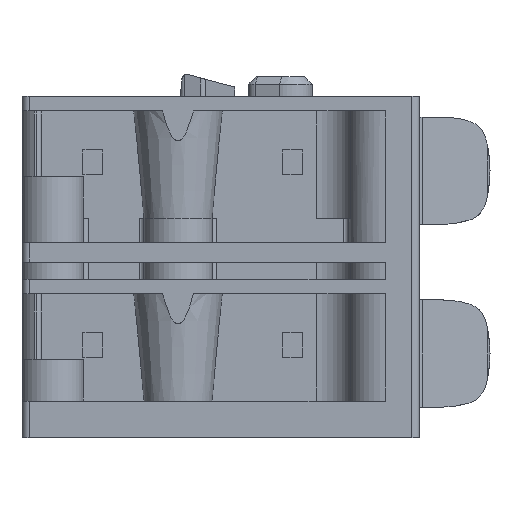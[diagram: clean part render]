
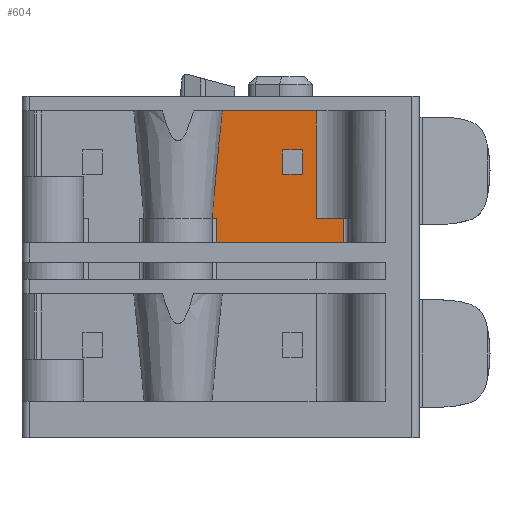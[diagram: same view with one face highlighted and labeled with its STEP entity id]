
A CAD part, front view. The second image highlights one B-rep face of the part: STEP entity #604.
In plain terms, the highlighted planar face has unit normal (0, -1, 0).
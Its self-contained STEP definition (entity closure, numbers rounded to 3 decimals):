
#604 = ADVANCED_FACE( '', ( #1325, #1326 ), #1327, .T. );
#1325 = FACE_OUTER_BOUND( '', #2158, .T. );
#1326 = FACE_BOUND( '', #2159, .T. );
#1327 = PLANE( '', #2160 );
#2158 = EDGE_LOOP( '', ( #3964, #3965, #3966, #3967, #3968, #3969, #3970, #3971 ) );
#2159 = EDGE_LOOP( '', ( #3972, #3973, #3974, #3975 ) );
#2160 = AXIS2_PLACEMENT_3D( '', #3976, #3977, #3978 );
#3964 = ORIENTED_EDGE( '', *, *, #5282, .T. );
#3965 = ORIENTED_EDGE( '', *, *, #5702, .T. );
#3966 = ORIENTED_EDGE( '', *, *, #5464, .F. );
#3967 = ORIENTED_EDGE( '', *, *, #5526, .F. );
#3968 = ORIENTED_EDGE( '', *, *, #5818, .F. );
#3969 = ORIENTED_EDGE( '', *, *, #5356, .T. );
#3970 = ORIENTED_EDGE( '', *, *, #5819, .T. );
#3971 = ORIENTED_EDGE( '', *, *, #5542, .F. );
#3972 = ORIENTED_EDGE( '', *, *, #5820, .T. );
#3973 = ORIENTED_EDGE( '', *, *, #5821, .T. );
#3974 = ORIENTED_EDGE( '', *, *, #5822, .T. );
#3975 = ORIENTED_EDGE( '', *, *, #5396, .T. );
#3976 = CARTESIAN_POINT( '', ( 0.972, 2., 11.9 ) );
#3977 = DIRECTION( '', ( 0., -1., 0. ) );
#3978 = DIRECTION( '', ( 0., 0., -1. ) );
#5282 = EDGE_CURVE( '', #6451, #6449, #6452, .T. );
#5356 = EDGE_CURVE( '', #6574, #6572, #6575, .T. );
#5396 = EDGE_CURVE( '', #6641, #6642, #6643, .T. );
#5464 = EDGE_CURVE( '', #6750, #6753, #6754, .T. );
#5526 = EDGE_CURVE( '', #6847, #6750, #6849, .T. );
#5542 = EDGE_CURVE( '', #6451, #6870, #6873, .T. );
#5702 = EDGE_CURVE( '', #6449, #6753, #7104, .F. );
#5818 = EDGE_CURVE( '', #6574, #6847, #7254, .T. );
#5819 = EDGE_CURVE( '', #6572, #6870, #7255, .T. );
#5820 = EDGE_CURVE( '', #6642, #7256, #7257, .T. );
#5821 = EDGE_CURVE( '', #7256, #7258, #7259, .T. );
#5822 = EDGE_CURVE( '', #7258, #6641, #7260, .T. );
#6449 = VERTEX_POINT( '', #8068 );
#6451 = VERTEX_POINT( '', #8070 );
#6452 = LINE( '', #8071, #8072 );
#6572 = VERTEX_POINT( '', #8237 );
#6574 = VERTEX_POINT( '', #8239 );
#6575 = LINE( '', #8240, #8241 );
#6641 = VERTEX_POINT( '', #8329 );
#6642 = VERTEX_POINT( '', #8330 );
#6643 = LINE( '', #8331, #8332 );
#6750 = VERTEX_POINT( '', #8481 );
#6753 = VERTEX_POINT( '', #8484 );
#6754 = LINE( '', #8485, #8486 );
#6847 = VERTEX_POINT( '', #8612 );
#6849 = LINE( '', #8614, #8615 );
#6870 = VERTEX_POINT( '', #8642 );
#6873 = LINE( '', #8646, #8647 );
#7104 = B_SPLINE_CURVE_WITH_KNOTS( '', 3, ( #9044, #9045, #9046, #9047, #9048, #9049, #9050, #9051, #9052, #9053, #9054, #9055, #9056 ), .UNSPECIFIED., .F., .F., ( 4, 3, 3, 3, 4 ), ( 0.002, 0.002, 0.003, 0.005, 0.007 ), .UNSPECIFIED. );
#7254 = LINE( '', #9266, #9267 );
#7255 = LINE( '', #9268, #9269 );
#7256 = VERTEX_POINT( '', #9270 );
#7257 = LINE( '', #9271, #9272 );
#7258 = VERTEX_POINT( '', #9273 );
#7259 = LINE( '', #9274, #9275 );
#7260 = LINE( '', #9276, #9277 );
#8068 = CARTESIAN_POINT( '', ( -2.909, 2., 11.9 ) );
#8070 = CARTESIAN_POINT( '', ( 0.972, 2., 11.9 ) );
#8071 = CARTESIAN_POINT( '', ( 0.972, 2., 11.9 ) );
#8072 = VECTOR( '', #9943, 1000. );
#8237 = CARTESIAN_POINT( '', ( 2.1, 2., 7.5 ) );
#8239 = CARTESIAN_POINT( '', ( 2.1, 2., 6.5 ) );
#8240 = CARTESIAN_POINT( '', ( 2.1, 2., 6.5 ) );
#8241 = VECTOR( '', #10034, 1000. );
#8329 = CARTESIAN_POINT( '', ( 0.4, 2., 10.3 ) );
#8330 = CARTESIAN_POINT( '', ( 0.4, 2., 9.3 ) );
#8331 = CARTESIAN_POINT( '', ( 0.4, 2., 11.9 ) );
#8332 = VECTOR( '', #10084, 1000. );
#8481 = CARTESIAN_POINT( '', ( -3.103, 2., 7.5 ) );
#8484 = CARTESIAN_POINT( '', ( -3.333, 2., 7.5 ) );
#8485 = CARTESIAN_POINT( '', ( 0.972, 2., 7.5 ) );
#8486 = VECTOR( '', #10163, 1000. );
#8612 = CARTESIAN_POINT( '', ( -3.103, 2., 6.5 ) );
#8614 = CARTESIAN_POINT( '', ( -3.103, 2., 6.5 ) );
#8615 = VECTOR( '', #10242, 1000. );
#8642 = CARTESIAN_POINT( '', ( 0.972, 2., 7.5 ) );
#8646 = CARTESIAN_POINT( '', ( 0.972, 2., 11.9 ) );
#8647 = VECTOR( '', #10262, 1000. );
#9044 = CARTESIAN_POINT( '', ( -3.333, 2., 7.5 ) );
#9045 = CARTESIAN_POINT( '', ( -3.33, 2., 7.53 ) );
#9046 = CARTESIAN_POINT( '', ( -3.327, 2., 7.56 ) );
#9047 = CARTESIAN_POINT( '', ( -3.324, 2., 7.59 ) );
#9048 = CARTESIAN_POINT( '', ( -3.309, 2., 7.742 ) );
#9049 = CARTESIAN_POINT( '', ( -3.295, 2., 7.893 ) );
#9050 = CARTESIAN_POINT( '', ( -3.28, 2., 8.044 ) );
#9051 = CARTESIAN_POINT( '', ( -3.195, 2., 8.925 ) );
#9052 = CARTESIAN_POINT( '', ( -3.11, 2., 9.805 ) );
#9053 = CARTESIAN_POINT( '', ( -3.026, 2., 10.685 ) );
#9054 = CARTESIAN_POINT( '', ( -2.987, 2., 11.09 ) );
#9055 = CARTESIAN_POINT( '', ( -2.948, 2., 11.495 ) );
#9056 = CARTESIAN_POINT( '', ( -2.909, 2., 11.9 ) );
#9266 = CARTESIAN_POINT( '', ( 2.1, 2., 6.5 ) );
#9267 = VECTOR( '', #10594, 1000. );
#9268 = CARTESIAN_POINT( '', ( 2.1, 2., 7.5 ) );
#9269 = VECTOR( '', #10595, 1000. );
#9270 = CARTESIAN_POINT( '', ( -0.4, 2., 9.3 ) );
#9271 = CARTESIAN_POINT( '', ( 0.972, 2., 9.3 ) );
#9272 = VECTOR( '', #10596, 1000. );
#9273 = CARTESIAN_POINT( '', ( -0.4, 2., 10.3 ) );
#9274 = CARTESIAN_POINT( '', ( -0.4, 2., 11.9 ) );
#9275 = VECTOR( '', #10597, 1000. );
#9276 = CARTESIAN_POINT( '', ( 0.972, 2., 10.3 ) );
#9277 = VECTOR( '', #10598, 1000. );
#9943 = DIRECTION( '', ( -1., 0., 0. ) );
#10034 = DIRECTION( '', ( 0., 0., 1. ) );
#10084 = DIRECTION( '', ( 0., 0., -1. ) );
#10163 = DIRECTION( '', ( -1., 0., 0. ) );
#10242 = DIRECTION( '', ( 0., 0., 1. ) );
#10262 = DIRECTION( '', ( 0., 0., -1. ) );
#10594 = DIRECTION( '', ( -1., 0., 0. ) );
#10595 = DIRECTION( '', ( -1., 0., 0. ) );
#10596 = DIRECTION( '', ( -1., 0., 0. ) );
#10597 = DIRECTION( '', ( 0., 0., 1. ) );
#10598 = DIRECTION( '', ( 1., 0., 0. ) );
